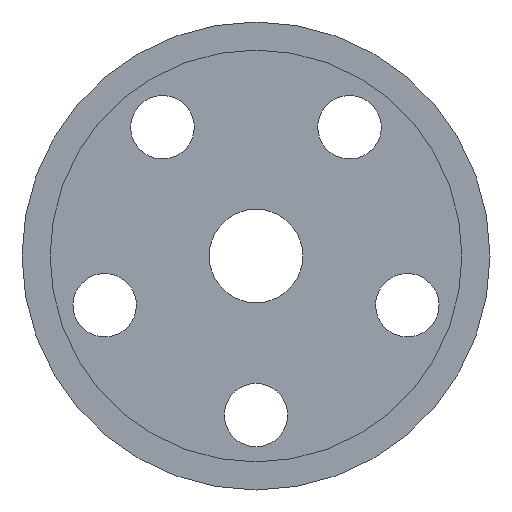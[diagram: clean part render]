
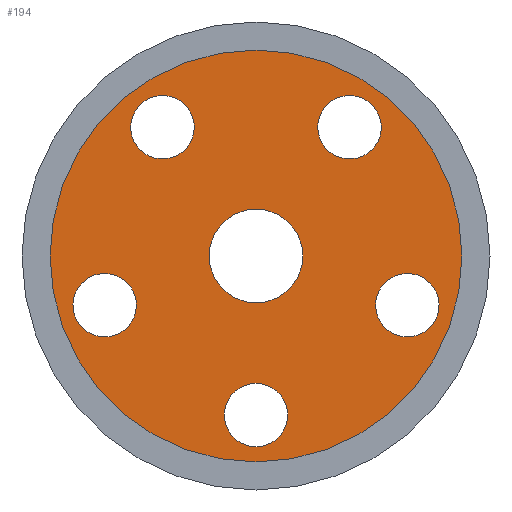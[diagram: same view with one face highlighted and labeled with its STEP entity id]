
A CAD part, front view. The second image highlights one B-rep face of the part: STEP entity #194.
In plain terms, the highlighted planar face has unit normal (0, -1, 0).
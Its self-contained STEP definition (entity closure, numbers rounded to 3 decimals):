
#39=FACE_BOUND('',#64,.T.);
#40=FACE_BOUND('',#65,.T.);
#41=FACE_BOUND('',#66,.T.);
#42=FACE_BOUND('',#67,.T.);
#43=FACE_BOUND('',#68,.T.);
#44=FACE_BOUND('',#69,.T.);
#52=FACE_OUTER_BOUND('',#63,.T.);
#63=EDGE_LOOP('',(#143));
#64=EDGE_LOOP('',(#144));
#65=EDGE_LOOP('',(#145));
#66=EDGE_LOOP('',(#146));
#67=EDGE_LOOP('',(#147));
#68=EDGE_LOOP('',(#148));
#69=EDGE_LOOP('',(#149));
#87=CIRCLE('',#220,22.);
#88=CIRCLE('',#221,3.39);
#89=CIRCLE('',#222,3.39);
#90=CIRCLE('',#223,3.39);
#91=CIRCLE('',#224,3.39);
#92=CIRCLE('',#225,3.39);
#93=CIRCLE('',#226,5.);
#103=VERTEX_POINT('',#312);
#104=VERTEX_POINT('',#314);
#105=VERTEX_POINT('',#316);
#106=VERTEX_POINT('',#318);
#107=VERTEX_POINT('',#320);
#108=VERTEX_POINT('',#322);
#109=VERTEX_POINT('',#324);
#119=EDGE_CURVE('',#103,#103,#87,.T.);
#120=EDGE_CURVE('',#104,#104,#88,.T.);
#121=EDGE_CURVE('',#105,#105,#89,.T.);
#122=EDGE_CURVE('',#106,#106,#90,.T.);
#123=EDGE_CURVE('',#107,#107,#91,.T.);
#124=EDGE_CURVE('',#108,#108,#92,.T.);
#125=EDGE_CURVE('',#109,#109,#93,.T.);
#143=ORIENTED_EDGE('',*,*,#119,.F.);
#144=ORIENTED_EDGE('',*,*,#120,.F.);
#145=ORIENTED_EDGE('',*,*,#121,.F.);
#146=ORIENTED_EDGE('',*,*,#122,.F.);
#147=ORIENTED_EDGE('',*,*,#123,.F.);
#148=ORIENTED_EDGE('',*,*,#124,.F.);
#149=ORIENTED_EDGE('',*,*,#125,.F.);
#191=PLANE('',#219);
#194=ADVANCED_FACE('',(#52,#39,#40,#41,#42,#43,#44),#191,.T.);
#219=AXIS2_PLACEMENT_3D('',#311,#248,#249);
#220=AXIS2_PLACEMENT_3D('',#313,#250,#251);
#221=AXIS2_PLACEMENT_3D('',#315,#252,#253);
#222=AXIS2_PLACEMENT_3D('',#317,#254,#255);
#223=AXIS2_PLACEMENT_3D('',#319,#256,#257);
#224=AXIS2_PLACEMENT_3D('',#321,#258,#259);
#225=AXIS2_PLACEMENT_3D('',#323,#260,#261);
#226=AXIS2_PLACEMENT_3D('',#325,#262,#263);
#248=DIRECTION('center_axis',(0.,-1.,0.));
#249=DIRECTION('ref_axis',(0.,0.,-1.));
#250=DIRECTION('center_axis',(0.,1.,0.));
#251=DIRECTION('ref_axis',(-1.,0.,0.));
#252=DIRECTION('center_axis',(0.,-1.,0.));
#253=DIRECTION('ref_axis',(-0.809,0.,-0.588));
#254=DIRECTION('center_axis',(0.,-1.,0.));
#255=DIRECTION('ref_axis',(0.309,0.,-0.951));
#256=DIRECTION('center_axis',(0.,-1.,0.));
#257=DIRECTION('ref_axis',(-0.809,0.,0.588));
#258=DIRECTION('center_axis',(0.,-1.,0.));
#259=DIRECTION('ref_axis',(1.,0.,0.));
#260=DIRECTION('center_axis',(0.,-1.,0.));
#261=DIRECTION('ref_axis',(0.309,0.,0.951));
#262=DIRECTION('center_axis',(0.,-1.,0.));
#263=DIRECTION('ref_axis',(-1.,0.,0.));
#311=CARTESIAN_POINT('Origin',(-22.,555.,0.));
#312=CARTESIAN_POINT('',(22.,555.,0.));
#313=CARTESIAN_POINT('Origin',(0.,555.,0.));
#314=CARTESIAN_POINT('',(-7.25,555.,15.746));
#315=CARTESIAN_POINT('Origin',(-9.992,555.,13.753));
#316=CARTESIAN_POINT('',(-17.215,555.,-2.029));
#317=CARTESIAN_POINT('Origin',(-16.168,555.,-5.253));
#318=CARTESIAN_POINT('',(12.735,555.,11.761));
#319=CARTESIAN_POINT('Origin',(9.992,555.,13.753));
#320=CARTESIAN_POINT('',(-3.39,555.,-17.));
#321=CARTESIAN_POINT('Origin',(0.,555.,-17.));
#322=CARTESIAN_POINT('',(15.12,555.,-8.477));
#323=CARTESIAN_POINT('Origin',(16.168,555.,-5.253));
#324=CARTESIAN_POINT('',(5.,555.,0.));
#325=CARTESIAN_POINT('Origin',(0.,555.,0.));
